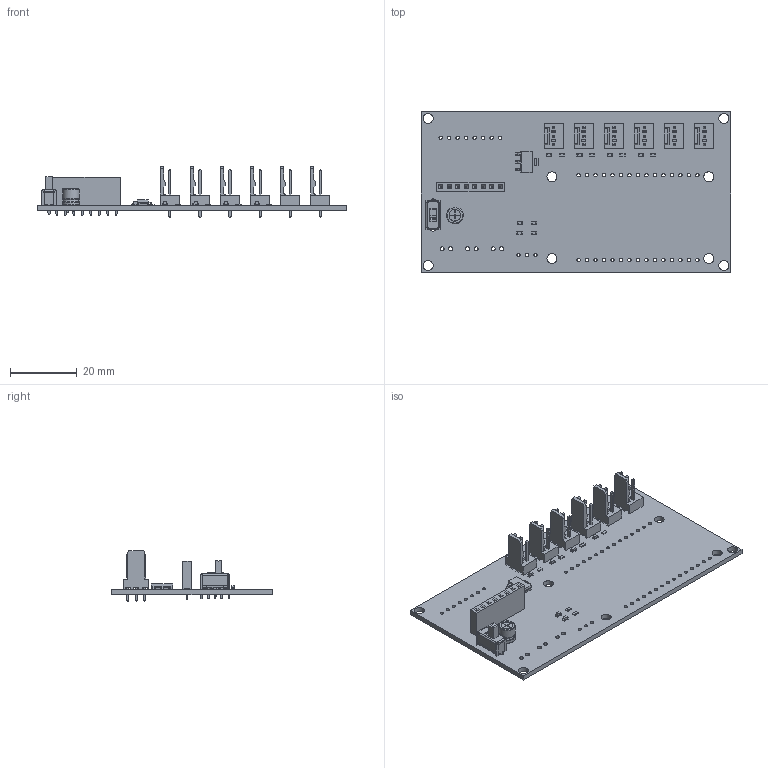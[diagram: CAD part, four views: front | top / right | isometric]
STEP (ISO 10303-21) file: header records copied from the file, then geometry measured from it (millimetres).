
FILE_DESCRIPTION(('KiCad electronic assembly'),'2;1');
FILE_NAME('OmegaKit_FX50.step','2025-08-02T15:11:34',('Pcbnew'),('Kicad' ),'Open CASCADE STEP processor 7.8','KiCad to STEP converter', 'Unknown');
FILE_SCHEMA(('AUTOMOTIVE_DESIGN { 1 0 10303 214 1 1 1 1 }'));
Length unit declared in the file: millimetre
Products named in the file (9): OmegaKit_FX50 1; Molex_KK-254_AE-6410-03A_1x03_P2.54mm_Vertical; PinSocket_1x08_P2.54mm_Vertical; LED_0603_1608Metric; R_0603_1608Metric; SOT-223; C_Radial_D5.0mm_H5.0mm_P2.00mm; SW_Slide_SPDT_Straight_CK_OS102011MS2Q; OmegaKit_FX50_PCB
Assembly tree (23 placements, depth 2):
  OmegaKit_FX50 1
    Molex_KK-254_AE-6410-03A_1x03_P2.54mm_Vertical  x6
    PinSocket_1x08_P2.54mm_Vertical
    LED_0603_1608Metric  x6
    R_0603_1608Metric  x6
    SOT-223
    C_Radial_D5.0mm_H5.0mm_P2.00mm
    SW_Slide_SPDT_Straight_CK_OS102011MS2Q
    OmegaKit_FX50_PCB
Bounding box: 92.5 x 48 x 15.26 mm (x, y, z)
Volume: 8270.9 mm3; surface area: 13457.2 mm2
Topology: 28 solids, 29 shells, 1645 faces, 4171 edges, 2646 vertices
Faces by surface type: plane 1399, cylinder 225, bspline 18, revolution 2, torus 1
Full cylindrical faces by diameter (mm): 0.4 x2, 0.6 x2, 0.8 x3, 1 x19, 1.02 x30, 1.19 x18, 1.2 x6, 1.5 x2, 3 x8, 3.5 x3, 5 x2
Entity records: 30579 total; most frequent: CARTESIAN_POINT 4365, ORIENTED_EDGE 4082, DIRECTION 3946, EDGE_CURVE 2041, LINE 1726, VECTOR 1726, VERTEX_POINT 1286, AXIS2_PLACEMENT_3D 1109
